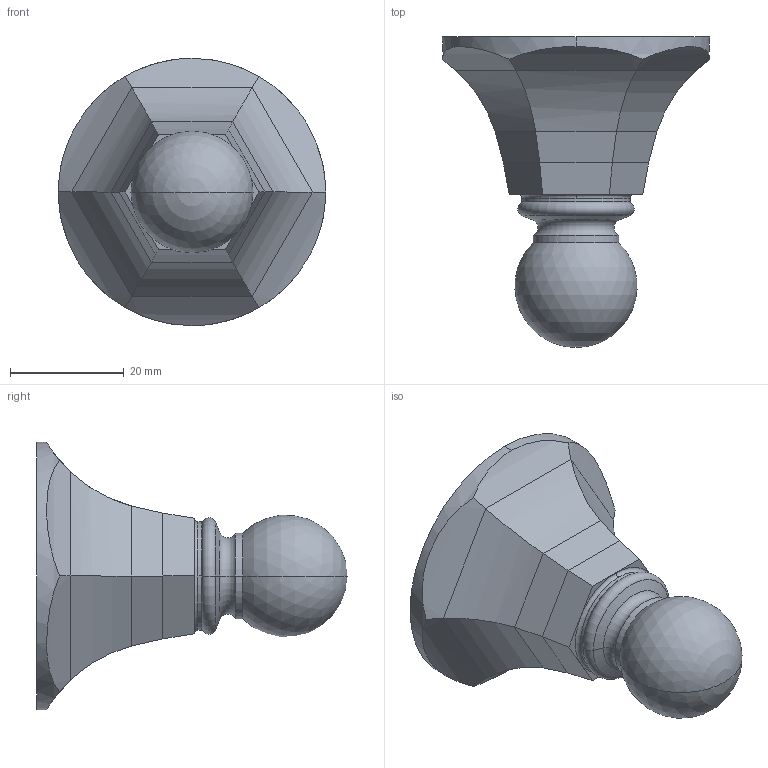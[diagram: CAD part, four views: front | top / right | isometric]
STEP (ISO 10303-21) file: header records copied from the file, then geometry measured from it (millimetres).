
FILE_DESCRIPTION((''),'2;1');
FILE_NAME('610_WEB','2010-09-29T',('project'),(''),'PRO/ENGINEER BY PARAMETRIC TECHNOLOGY CORPORATION, 2009300','PRO/ENGINEER BY PARAMETRIC TECHNOLOGY CORPORATION, 2009300','');
FILE_SCHEMA(('CONFIG_CONTROL_DESIGN'));
Length unit declared in the file: inch
Products named in the file (1): 610_WEB
Bounding box: 46.99 x 54.59 x 46.99 mm (x, y, z)
Volume: 11499.7 mm3; surface area: 8660.8 mm2
Topology: 1 solids, 1 shells, 73 faces, 166 edges, 97 vertices
Faces by surface type: cylinder 58, torus 6, plane 5, cone 2, sphere 2
Entity records: 2250 total; most frequent: CARTESIAN_POINT 702, ORIENTED_EDGE 328, DIRECTION 278, EDGE_CURVE 164, AXIS2_PLACEMENT_3D 109, VERTEX_POINT 97, EDGE_LOOP 77, FACE_OUTER_BOUND 73
